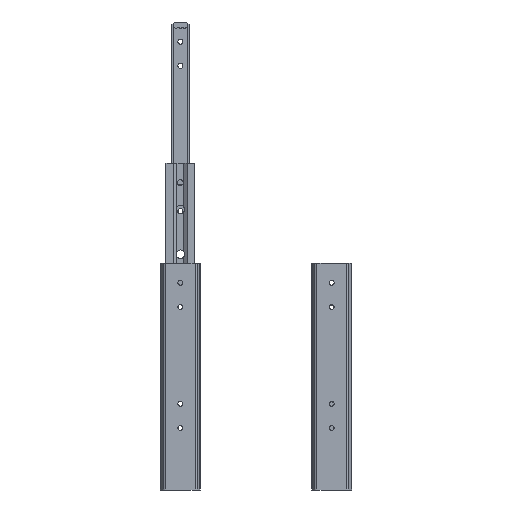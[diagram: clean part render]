
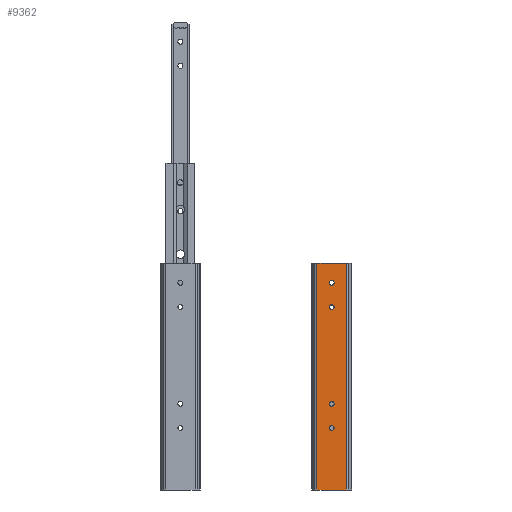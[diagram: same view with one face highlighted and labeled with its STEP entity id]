
A CAD part, front view. The second image highlights one B-rep face of the part: STEP entity #9362.
In plain terms, the highlighted planar face has unit normal (0, -1, 0).
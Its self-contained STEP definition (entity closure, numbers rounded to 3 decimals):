
#587=FACE_BOUND('',#1577,.T.);
#588=FACE_BOUND('',#1578,.T.);
#589=FACE_BOUND('',#1579,.T.);
#590=FACE_BOUND('',#1580,.T.);
#731=CIRCLE('',#9885,3.3);
#734=CIRCLE('',#9890,3.3);
#739=CIRCLE('',#9898,3.3);
#742=CIRCLE('',#9903,3.3);
#1066=FACE_OUTER_BOUND('',#1576,.T.);
#1576=EDGE_LOOP('',(#6541,#6542,#6543,#6544));
#1577=EDGE_LOOP('',(#6545));
#1578=EDGE_LOOP('',(#6546));
#1579=EDGE_LOOP('',(#6547));
#1580=EDGE_LOOP('',(#6548));
#2240=LINE('',#13624,#3208);
#2241=LINE('',#13628,#3209);
#2242=LINE('',#13630,#3210);
#2243=LINE('',#13631,#3211);
#3208=VECTOR('',#10939,300.);
#3209=VECTOR('',#10944,38.735);
#3210=VECTOR('',#10945,300.);
#3211=VECTOR('',#10946,38.735);
#4159=VERTEX_POINT('',#13562);
#4162=VERTEX_POINT('',#13570);
#4167=VERTEX_POINT('',#13583);
#4170=VERTEX_POINT('',#13591);
#4181=VERTEX_POINT('',#13621);
#4182=VERTEX_POINT('',#13623);
#4183=VERTEX_POINT('',#13627);
#4184=VERTEX_POINT('',#13629);
#5087=EDGE_CURVE('',#4159,#4159,#731,.T.);
#5090=EDGE_CURVE('',#4162,#4162,#734,.T.);
#5095=EDGE_CURVE('',#4167,#4167,#739,.T.);
#5098=EDGE_CURVE('',#4170,#4170,#742,.T.);
#5113=EDGE_CURVE('',#4182,#4181,#2240,.T.);
#5115=EDGE_CURVE('',#4181,#4183,#2241,.T.);
#5116=EDGE_CURVE('',#4184,#4183,#2242,.T.);
#5117=EDGE_CURVE('',#4182,#4184,#2243,.T.);
#6541=ORIENTED_EDGE('',*,*,#5115,.T.);
#6542=ORIENTED_EDGE('',*,*,#5116,.F.);
#6543=ORIENTED_EDGE('',*,*,#5117,.F.);
#6544=ORIENTED_EDGE('',*,*,#5113,.T.);
#6545=ORIENTED_EDGE('',*,*,#5087,.T.);
#6546=ORIENTED_EDGE('',*,*,#5098,.T.);
#6547=ORIENTED_EDGE('',*,*,#5095,.T.);
#6548=ORIENTED_EDGE('',*,*,#5090,.T.);
#8996=PLANE('',#9913);
#9362=ADVANCED_FACE('',(#1066,#587,#588,#589,#590),#8996,.T.);
#9885=AXIS2_PLACEMENT_3D('',#13563,#10874,#10875);
#9890=AXIS2_PLACEMENT_3D('',#13571,#10884,#10885);
#9898=AXIS2_PLACEMENT_3D('',#13584,#10900,#10901);
#9903=AXIS2_PLACEMENT_3D('',#13592,#10910,#10911);
#9913=AXIS2_PLACEMENT_3D('',#13626,#10942,#10943);
#10874=DIRECTION('center_axis',(0.,1.,0.));
#10875=DIRECTION('ref_axis',(1.,0.,0.));
#10884=DIRECTION('center_axis',(0.,1.,0.));
#10885=DIRECTION('ref_axis',(1.,0.,0.));
#10900=DIRECTION('center_axis',(0.,1.,0.));
#10901=DIRECTION('ref_axis',(1.,0.,0.));
#10910=DIRECTION('center_axis',(0.,1.,0.));
#10911=DIRECTION('ref_axis',(1.,0.,0.));
#10939=DIRECTION('',(0.,0.,-1.));
#10942=DIRECTION('center_axis',(0.,-1.,0.));
#10943=DIRECTION('ref_axis',(0.,0.,-1.));
#10944=DIRECTION('',(1.,0.,0.));
#10945=DIRECTION('',(0.,0.,-1.));
#10946=DIRECTION('',(1.,0.,0.));
#13562=CARTESIAN_POINT('',(23.25,0.,-58.));
#13563=CARTESIAN_POINT('Origin',(26.55,0.,-58.));
#13570=CARTESIAN_POINT('',(23.25,0.,-186.));
#13571=CARTESIAN_POINT('Origin',(26.55,0.,-186.));
#13583=CARTESIAN_POINT('',(23.25,0.,-218.));
#13584=CARTESIAN_POINT('Origin',(26.55,0.,-218.));
#13591=CARTESIAN_POINT('',(23.25,0.,-26.));
#13592=CARTESIAN_POINT('Origin',(26.55,0.,-26.));
#13621=CARTESIAN_POINT('',(7.182,0.,-300.));
#13623=CARTESIAN_POINT('',(7.182,0.,0.));
#13624=CARTESIAN_POINT('',(7.182,0.,0.));
#13626=CARTESIAN_POINT('Origin',(26.55,0.,0.));
#13627=CARTESIAN_POINT('',(45.918,0.,-300.));
#13628=CARTESIAN_POINT('',(7.182,0.,-300.));
#13629=CARTESIAN_POINT('',(45.918,0.,0.));
#13630=CARTESIAN_POINT('',(45.918,0.,0.));
#13631=CARTESIAN_POINT('',(7.182,0.,0.));
